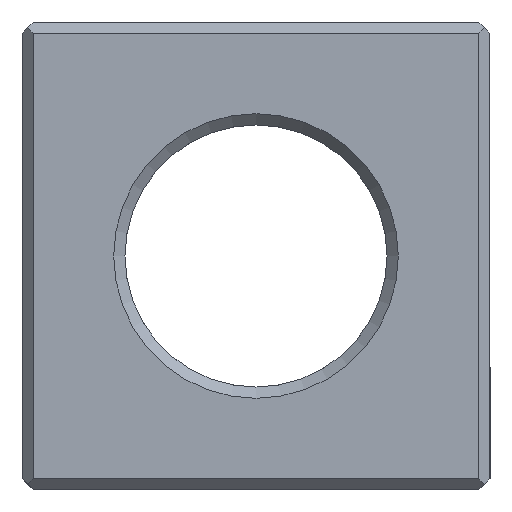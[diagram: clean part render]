
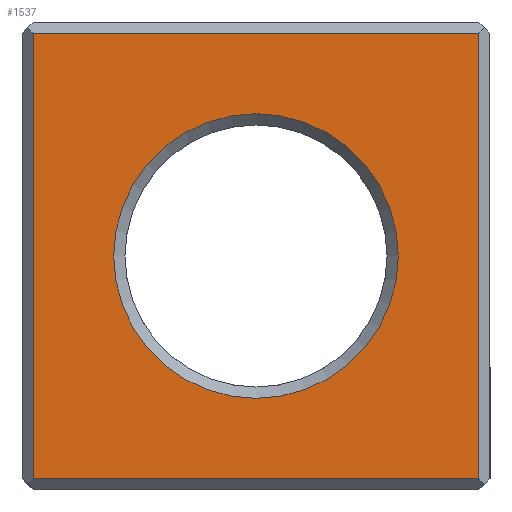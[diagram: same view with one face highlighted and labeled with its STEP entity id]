
A CAD part, left-side view. The second image highlights one B-rep face of the part: STEP entity #1537.
In plain terms, the highlighted planar face has unit normal (-1, 0, 0).
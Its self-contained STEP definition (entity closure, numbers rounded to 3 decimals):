
#72 = PLANE('',#73);
#73 = AXIS2_PLACEMENT_3D('',#74,#75,#76);
#74 = CARTESIAN_POINT('',(0.,0.,0.3));
#75 = DIRECTION('',(-0.707,0.,-0.707)
  );
#76 = DIRECTION('',(0.707,0.,-0.707));
#292 = PLANE('',#293);
#293 = AXIS2_PLACEMENT_3D('',#294,#295,#296);
#294 = CARTESIAN_POINT('',(0.3,12.5,0.));
#295 = DIRECTION('',(0.707,-0.707,0.));
#296 = DIRECTION('',(-0.707,-0.707,0.));
#523 = PLANE('',#524);
#524 = AXIS2_PLACEMENT_3D('',#525,#526,#527);
#525 = CARTESIAN_POINT('',(0.3,0.,0.));
#526 = DIRECTION('',(-0.707,-0.707,0.));
#527 = DIRECTION('',(-0.707,0.707,0.));
#591 = VERTEX_POINT('',#592);
#592 = CARTESIAN_POINT('',(0.,0.3,0.3));
#613 = EDGE_CURVE('',#591,#614,#616,.T.);
#614 = VERTEX_POINT('',#615);
#615 = CARTESIAN_POINT('',(0.,12.2,0.3));
#616 = SURFACE_CURVE('',#617,(#621,#628),.PCURVE_S1.);
#617 = LINE('',#618,#619);
#618 = CARTESIAN_POINT('',(0.,0.,0.3));
#619 = VECTOR('',#620,1.);
#620 = DIRECTION('',(0.,1.,0.));
#621 = PCURVE('',#72,#622);
#622 = DEFINITIONAL_REPRESENTATION('',(#623),#627);
#623 = LINE('',#624,#625);
#624 = CARTESIAN_POINT('',(0.,0.));
#625 = VECTOR('',#626,1.);
#626 = DIRECTION('',(0.,-1.));
#627 = ( GEOMETRIC_REPRESENTATION_CONTEXT(2) 
PARAMETRIC_REPRESENTATION_CONTEXT() REPRESENTATION_CONTEXT('2D SPACE',''
  ) );
#628 = PCURVE('',#629,#634);
#629 = PLANE('',#630);
#630 = AXIS2_PLACEMENT_3D('',#631,#632,#633);
#631 = CARTESIAN_POINT('',(0.,12.5,0.));
#632 = DIRECTION('',(1.,0.,0.));
#633 = DIRECTION('',(0.,-1.,0.));
#634 = DEFINITIONAL_REPRESENTATION('',(#635),#639);
#635 = LINE('',#636,#637);
#636 = CARTESIAN_POINT('',(12.5,-0.3));
#637 = VECTOR('',#638,1.);
#638 = DIRECTION('',(-1.,0.));
#639 = ( GEOMETRIC_REPRESENTATION_CONTEXT(2) 
PARAMETRIC_REPRESENTATION_CONTEXT() REPRESENTATION_CONTEXT('2D SPACE',''
  ) );
#1104 = VERTEX_POINT('',#1105);
#1105 = CARTESIAN_POINT('',(0.,12.2,12.2));
#1119 = PLANE('',#1120);
#1120 = AXIS2_PLACEMENT_3D('',#1121,#1122,#1123);
#1121 = CARTESIAN_POINT('',(0.3,0.,12.5));
#1122 = DIRECTION('',(-0.707,0.,0.707
    ));
#1123 = DIRECTION('',(-0.707,0.,-0.707
    ));
#1131 = EDGE_CURVE('',#614,#1104,#1132,.T.);
#1132 = SURFACE_CURVE('',#1133,(#1137,#1144),.PCURVE_S1.);
#1133 = LINE('',#1134,#1135);
#1134 = CARTESIAN_POINT('',(0.,12.2,0.));
#1135 = VECTOR('',#1136,1.);
#1136 = DIRECTION('',(0.,0.,1.));
#1137 = PCURVE('',#292,#1138);
#1138 = DEFINITIONAL_REPRESENTATION('',(#1139),#1143);
#1139 = LINE('',#1140,#1141);
#1140 = CARTESIAN_POINT('',(0.424,0.));
#1141 = VECTOR('',#1142,1.);
#1142 = DIRECTION('',(0.,-1.));
#1143 = ( GEOMETRIC_REPRESENTATION_CONTEXT(2) 
PARAMETRIC_REPRESENTATION_CONTEXT() REPRESENTATION_CONTEXT('2D SPACE',''
  ) );
#1144 = PCURVE('',#629,#1145);
#1145 = DEFINITIONAL_REPRESENTATION('',(#1146),#1150);
#1146 = LINE('',#1147,#1148);
#1147 = CARTESIAN_POINT('',(0.3,0.));
#1148 = VECTOR('',#1149,1.);
#1149 = DIRECTION('',(0.,-1.));
#1150 = ( GEOMETRIC_REPRESENTATION_CONTEXT(2) 
PARAMETRIC_REPRESENTATION_CONTEXT() REPRESENTATION_CONTEXT('2D SPACE',''
  ) );
#1494 = VERTEX_POINT('',#1495);
#1495 = CARTESIAN_POINT('',(0.,0.3,12.2));
#1516 = EDGE_CURVE('',#591,#1494,#1517,.T.);
#1517 = SURFACE_CURVE('',#1518,(#1522,#1529),.PCURVE_S1.);
#1518 = LINE('',#1519,#1520);
#1519 = CARTESIAN_POINT('',(0.,0.3,0.));
#1520 = VECTOR('',#1521,1.);
#1521 = DIRECTION('',(0.,0.,1.));
#1522 = PCURVE('',#523,#1523);
#1523 = DEFINITIONAL_REPRESENTATION('',(#1524),#1528);
#1524 = LINE('',#1525,#1526);
#1525 = CARTESIAN_POINT('',(0.424,0.));
#1526 = VECTOR('',#1527,1.);
#1527 = DIRECTION('',(0.,-1.));
#1528 = ( GEOMETRIC_REPRESENTATION_CONTEXT(2) 
PARAMETRIC_REPRESENTATION_CONTEXT() REPRESENTATION_CONTEXT('2D SPACE',''
  ) );
#1529 = PCURVE('',#629,#1530);
#1530 = DEFINITIONAL_REPRESENTATION('',(#1531),#1535);
#1531 = LINE('',#1532,#1533);
#1532 = CARTESIAN_POINT('',(12.2,0.));
#1533 = VECTOR('',#1534,1.);
#1534 = DIRECTION('',(0.,-1.));
#1535 = ( GEOMETRIC_REPRESENTATION_CONTEXT(2) 
PARAMETRIC_REPRESENTATION_CONTEXT() REPRESENTATION_CONTEXT('2D SPACE',''
  ) );
#1537 = ADVANCED_FACE('',(#1538,#1564),#629,.F.);
#1538 = FACE_BOUND('',#1539,.F.);
#1539 = EDGE_LOOP('',(#1540,#1541,#1542,#1543));
#1540 = ORIENTED_EDGE('',*,*,#1516,.F.);
#1541 = ORIENTED_EDGE('',*,*,#613,.T.);
#1542 = ORIENTED_EDGE('',*,*,#1131,.T.);
#1543 = ORIENTED_EDGE('',*,*,#1544,.F.);
#1544 = EDGE_CURVE('',#1494,#1104,#1545,.T.);
#1545 = SURFACE_CURVE('',#1546,(#1550,#1557),.PCURVE_S1.);
#1546 = LINE('',#1547,#1548);
#1547 = CARTESIAN_POINT('',(0.,0.,12.2));
#1548 = VECTOR('',#1549,1.);
#1549 = DIRECTION('',(0.,1.,0.));
#1550 = PCURVE('',#629,#1551);
#1551 = DEFINITIONAL_REPRESENTATION('',(#1552),#1556);
#1552 = LINE('',#1553,#1554);
#1553 = CARTESIAN_POINT('',(12.5,-12.2));
#1554 = VECTOR('',#1555,1.);
#1555 = DIRECTION('',(-1.,0.));
#1556 = ( GEOMETRIC_REPRESENTATION_CONTEXT(2) 
PARAMETRIC_REPRESENTATION_CONTEXT() REPRESENTATION_CONTEXT('2D SPACE',''
  ) );
#1557 = PCURVE('',#1119,#1558);
#1558 = DEFINITIONAL_REPRESENTATION('',(#1559),#1563);
#1559 = LINE('',#1560,#1561);
#1560 = CARTESIAN_POINT('',(0.424,0.));
#1561 = VECTOR('',#1562,1.);
#1562 = DIRECTION('',(0.,-1.));
#1563 = ( GEOMETRIC_REPRESENTATION_CONTEXT(2) 
PARAMETRIC_REPRESENTATION_CONTEXT() REPRESENTATION_CONTEXT('2D SPACE',''
  ) );
#1564 = FACE_BOUND('',#1565,.F.);
#1565 = EDGE_LOOP('',(#1566));
#1566 = ORIENTED_EDGE('',*,*,#1567,.T.);
#1567 = EDGE_CURVE('',#1568,#1568,#1570,.T.);
#1568 = VERTEX_POINT('',#1569);
#1569 = CARTESIAN_POINT('',(0.,2.45,6.25));
#1570 = SURFACE_CURVE('',#1571,(#1576,#1587),.PCURVE_S1.);
#1571 = CIRCLE('',#1572,3.8);
#1572 = AXIS2_PLACEMENT_3D('',#1573,#1574,#1575);
#1573 = CARTESIAN_POINT('',(0.,6.25,6.25));
#1574 = DIRECTION('',(-1.,0.,0.));
#1575 = DIRECTION('',(0.,-1.,0.));
#1576 = PCURVE('',#629,#1577);
#1577 = DEFINITIONAL_REPRESENTATION('',(#1578),#1586);
#1578 = ( BOUNDED_CURVE() B_SPLINE_CURVE(2,(#1579,#1580,#1581,#1582,
#1583,#1584,#1585),.UNSPECIFIED.,.T.,.F.) B_SPLINE_CURVE_WITH_KNOTS((1,2
    ,2,2,2,1),(-2.094,0.,2.094,4.189,
6.283,8.378),.UNSPECIFIED.) CURVE() 
GEOMETRIC_REPRESENTATION_ITEM() RATIONAL_B_SPLINE_CURVE((1.,0.5,1.,0.5,
1.,0.5,1.)) REPRESENTATION_ITEM('') );
#1579 = CARTESIAN_POINT('',(10.05,-6.25));
#1580 = CARTESIAN_POINT('',(10.05,-12.832));
#1581 = CARTESIAN_POINT('',(4.35,-9.541));
#1582 = CARTESIAN_POINT('',(-1.35,-6.25));
#1583 = CARTESIAN_POINT('',(4.35,-2.959));
#1584 = CARTESIAN_POINT('',(10.05,0.332));
#1585 = CARTESIAN_POINT('',(10.05,-6.25));
#1586 = ( GEOMETRIC_REPRESENTATION_CONTEXT(2) 
PARAMETRIC_REPRESENTATION_CONTEXT() REPRESENTATION_CONTEXT('2D SPACE',''
  ) );
#1587 = PCURVE('',#1588,#1593);
#1588 = CONICAL_SURFACE('',#1589,3.5,0.785);
#1589 = AXIS2_PLACEMENT_3D('',#1590,#1591,#1592);
#1590 = CARTESIAN_POINT('',(0.3,6.25,6.25));
#1591 = DIRECTION('',(-1.,-0.,-0.));
#1592 = DIRECTION('',(0.,-1.,0.));
#1593 = DEFINITIONAL_REPRESENTATION('',(#1594),#1598);
#1594 = LINE('',#1595,#1596);
#1595 = CARTESIAN_POINT('',(0.,0.3));
#1596 = VECTOR('',#1597,1.);
#1597 = DIRECTION('',(1.,0.));
#1598 = ( GEOMETRIC_REPRESENTATION_CONTEXT(2) 
PARAMETRIC_REPRESENTATION_CONTEXT() REPRESENTATION_CONTEXT('2D SPACE',''
  ) );
